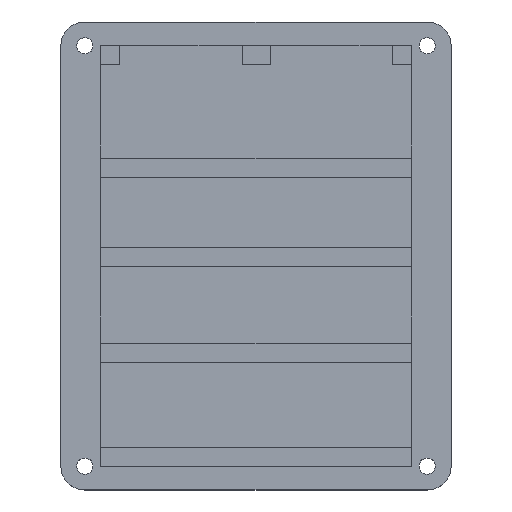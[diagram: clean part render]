
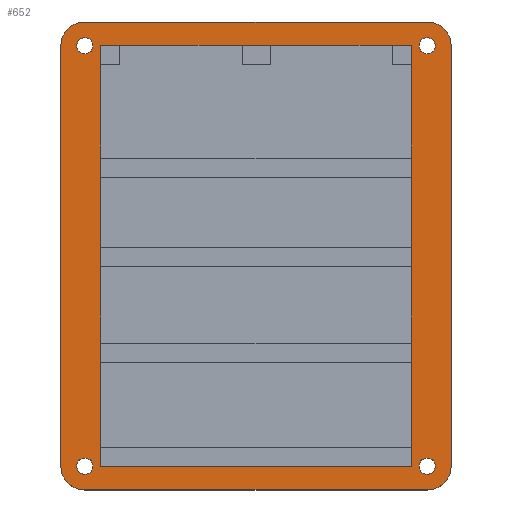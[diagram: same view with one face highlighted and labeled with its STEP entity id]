
A CAD part, top view. The second image highlights one B-rep face of the part: STEP entity #652.
In plain terms, the highlighted planar face has unit normal (0, 0, 1).
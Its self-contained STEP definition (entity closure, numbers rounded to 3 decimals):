
#32=CARTESIAN_POINT('',(-32.6,20.508,-12.5));
#33=VERTEX_POINT('',#32);
#50=CARTESIAN_POINT('',(-32.6,40.2,-12.5));
#51=VERTEX_POINT('',#50);
#58=CARTESIAN_POINT('',(-32.6,40.2,-12.5));
#59=DIRECTION('',(-0.,-1.,0.));
#60=VECTOR('',#59,19.692);
#61=LINE('',#58,#60);
#62=EDGE_CURVE('',#51,#33,#61,.T.);
#167=CARTESIAN_POINT('',(-32.6,-18.403,-12.5));
#168=VERTEX_POINT('',#167);
#185=CARTESIAN_POINT('',(-32.6,-2.251,-12.5));
#186=VERTEX_POINT('',#185);
#193=CARTESIAN_POINT('',(-32.6,-2.251,-12.5));
#194=DIRECTION('',(-0.,-1.,0.));
#195=VECTOR('',#194,16.151);
#196=LINE('',#193,#195);
#197=EDGE_CURVE('',#186,#168,#196,.T.);
#238=CARTESIAN_POINT('',(32.6,-40.3,-12.5));
#239=VERTEX_POINT('',#238);
#240=CARTESIAN_POINT('',(32.6,-22.403,-12.5));
#241=VERTEX_POINT('',#240);
#242=CARTESIAN_POINT('',(32.6,-40.3,-12.5));
#243=DIRECTION('',(0.,1.,0.));
#244=VECTOR('',#243,17.897);
#245=LINE('',#242,#244);
#246=EDGE_CURVE('',#239,#241,#245,.T.);
#309=CARTESIAN_POINT('',(32.6,1.749,-12.5));
#310=VERTEX_POINT('',#309);
#311=CARTESIAN_POINT('',(32.6,16.508,-12.5));
#312=VERTEX_POINT('',#311);
#313=CARTESIAN_POINT('',(32.6,1.749,-12.5));
#314=DIRECTION('',(0.,1.,0.));
#315=VECTOR('',#314,14.759);
#316=LINE('',#313,#315);
#317=EDGE_CURVE('',#310,#312,#316,.T.);
#375=CARTESIAN_POINT('',(0.,-0.05,-12.5));
#376=DIRECTION('',(0.,0.,-1.));
#377=DIRECTION('',(-1.,0.,0.));
#378=AXIS2_PLACEMENT_3D('',#375,#376,#377);
#379=PLANE('',#378);
#380=CARTESIAN_POINT('',(-37.651,44.1,-12.5));
#381=VERTEX_POINT('',#380);
#382=CARTESIAN_POINT('',(-35.951,44.1,-12.5));
#383=DIRECTION('',(0.,0.,-1.));
#384=DIRECTION('',(-1.,0.,0.));
#385=AXIS2_PLACEMENT_3D('',#382,#383,#384);
#386=CIRCLE('',#385,1.7);
#387=EDGE_CURVE('',#381,#381,#386,.T.);
#388=ORIENTED_EDGE('',*,*,#387,.T.);
#389=EDGE_LOOP('',(#388));
#390=FACE_BOUND('',#389,.T.);
#391=CARTESIAN_POINT('',(-37.651,-44.2,-12.5));
#392=VERTEX_POINT('',#391);
#393=CARTESIAN_POINT('',(-35.951,-44.2,-12.5));
#394=DIRECTION('',(0.,0.,-1.));
#395=DIRECTION('',(-1.,0.,0.));
#396=AXIS2_PLACEMENT_3D('',#393,#394,#395);
#397=CIRCLE('',#396,1.7);
#398=EDGE_CURVE('',#392,#392,#397,.T.);
#399=ORIENTED_EDGE('',*,*,#398,.T.);
#400=EDGE_LOOP('',(#399));
#401=FACE_BOUND('',#400,.T.);
#402=CARTESIAN_POINT('',(34.251,44.1,-12.5));
#403=VERTEX_POINT('',#402);
#404=CARTESIAN_POINT('',(35.951,44.1,-12.5));
#405=DIRECTION('',(0.,0.,-1.));
#406=DIRECTION('',(-1.,0.,0.));
#407=AXIS2_PLACEMENT_3D('',#404,#405,#406);
#408=CIRCLE('',#407,1.7);
#409=EDGE_CURVE('',#403,#403,#408,.T.);
#410=ORIENTED_EDGE('',*,*,#409,.T.);
#411=EDGE_LOOP('',(#410));
#412=FACE_BOUND('',#411,.T.);
#413=CARTESIAN_POINT('',(34.251,-44.2,-12.5));
#414=VERTEX_POINT('',#413);
#415=CARTESIAN_POINT('',(35.951,-44.2,-12.5));
#416=DIRECTION('',(0.,0.,-1.));
#417=DIRECTION('',(-1.,0.,0.));
#418=AXIS2_PLACEMENT_3D('',#415,#416,#417);
#419=CIRCLE('',#418,1.7);
#420=EDGE_CURVE('',#414,#414,#419,.T.);
#421=ORIENTED_EDGE('',*,*,#420,.T.);
#422=EDGE_LOOP('',(#421));
#423=FACE_BOUND('',#422,.T.);
#424=CARTESIAN_POINT('',(-41.003,44.1,-12.5));
#425=VERTEX_POINT('',#424);
#426=CARTESIAN_POINT('',(-41.003,-44.2,-12.5));
#427=VERTEX_POINT('',#426);
#428=CARTESIAN_POINT('',(-41.003,44.1,-12.5));
#429=DIRECTION('',(-0.,-1.,0.));
#430=VECTOR('',#429,88.3);
#431=LINE('',#428,#430);
#432=EDGE_CURVE('',#425,#427,#431,.T.);
#433=ORIENTED_EDGE('',*,*,#432,.T.);
#434=CARTESIAN_POINT('',(-36.003,-49.2,-12.5));
#435=VERTEX_POINT('',#434);
#436=CARTESIAN_POINT('',(-36.003,-44.2,-12.5));
#437=DIRECTION('',(-0.,-0.,1.));
#438=DIRECTION('',(-1.,0.,0.));
#439=AXIS2_PLACEMENT_3D('',#436,#437,#438);
#440=CIRCLE('',#439,5.);
#441=EDGE_CURVE('',#427,#435,#440,.T.);
#442=ORIENTED_EDGE('',*,*,#441,.T.);
#443=CARTESIAN_POINT('',(36.003,-49.2,-12.5));
#444=VERTEX_POINT('',#443);
#445=CARTESIAN_POINT('',(-36.003,-49.2,-12.5));
#446=DIRECTION('',(1.,-0.,0.));
#447=VECTOR('',#446,72.006);
#448=LINE('',#445,#447);
#449=EDGE_CURVE('',#435,#444,#448,.T.);
#450=ORIENTED_EDGE('',*,*,#449,.T.);
#451=CARTESIAN_POINT('',(41.003,-44.2,-12.5));
#452=VERTEX_POINT('',#451);
#453=CARTESIAN_POINT('',(36.003,-44.2,-12.5));
#454=DIRECTION('',(-0.,-0.,1.));
#455=DIRECTION('',(-1.,0.,0.));
#456=AXIS2_PLACEMENT_3D('',#453,#454,#455);
#457=CIRCLE('',#456,5.);
#458=EDGE_CURVE('',#444,#452,#457,.T.);
#459=ORIENTED_EDGE('',*,*,#458,.T.);
#460=CARTESIAN_POINT('',(41.003,44.1,-12.5));
#461=VERTEX_POINT('',#460);
#462=CARTESIAN_POINT('',(41.003,-44.2,-12.5));
#463=DIRECTION('',(0.,1.,0.));
#464=VECTOR('',#463,88.3);
#465=LINE('',#462,#464);
#466=EDGE_CURVE('',#452,#461,#465,.T.);
#467=ORIENTED_EDGE('',*,*,#466,.T.);
#468=CARTESIAN_POINT('',(36.003,49.1,-12.5));
#469=VERTEX_POINT('',#468);
#470=CARTESIAN_POINT('',(36.003,44.1,-12.5));
#471=DIRECTION('',(-0.,-0.,1.));
#472=DIRECTION('',(-1.,0.,0.));
#473=AXIS2_PLACEMENT_3D('',#470,#471,#472);
#474=CIRCLE('',#473,5.);
#475=EDGE_CURVE('',#461,#469,#474,.T.);
#476=ORIENTED_EDGE('',*,*,#475,.T.);
#477=CARTESIAN_POINT('',(-36.003,49.1,-12.5));
#478=VERTEX_POINT('',#477);
#479=CARTESIAN_POINT('',(36.003,49.1,-12.5));
#480=DIRECTION('',(-1.,0.,0.));
#481=VECTOR('',#480,72.006);
#482=LINE('',#479,#481);
#483=EDGE_CURVE('',#469,#478,#482,.T.);
#484=ORIENTED_EDGE('',*,*,#483,.T.);
#485=CARTESIAN_POINT('',(-36.003,44.1,-12.5));
#486=DIRECTION('',(-0.,-0.,1.));
#487=DIRECTION('',(-1.,0.,0.));
#488=AXIS2_PLACEMENT_3D('',#485,#486,#487);
#489=CIRCLE('',#488,5.);
#490=EDGE_CURVE('',#478,#425,#489,.T.);
#491=ORIENTED_EDGE('',*,*,#490,.T.);
#492=EDGE_LOOP('',(#433,#442,#450,#459,#467,#476,#484,#491));
#493=FACE_BOUND('',#492,.T.);
#494=CARTESIAN_POINT('',(-32.6,-44.3,-12.5));
#495=VERTEX_POINT('',#494);
#496=CARTESIAN_POINT('',(32.6,-44.3,-12.5));
#497=VERTEX_POINT('',#496);
#498=CARTESIAN_POINT('',(-32.6,-44.3,-12.5));
#499=DIRECTION('',(1.,-0.,0.));
#500=VECTOR('',#499,65.2);
#501=LINE('',#498,#500);
#502=EDGE_CURVE('',#495,#497,#501,.T.);
#503=ORIENTED_EDGE('',*,*,#502,.F.);
#504=CARTESIAN_POINT('',(-32.6,-40.3,-12.5));
#505=VERTEX_POINT('',#504);
#506=CARTESIAN_POINT('',(-32.6,-44.3,-12.5));
#507=DIRECTION('',(0.,1.,0.));
#508=VECTOR('',#507,4.);
#509=LINE('',#506,#508);
#510=EDGE_CURVE('',#495,#505,#509,.T.);
#511=ORIENTED_EDGE('',*,*,#510,.T.);
#512=CARTESIAN_POINT('',(-32.6,-22.403,-12.5));
#513=VERTEX_POINT('',#512);
#514=CARTESIAN_POINT('',(-32.6,-22.403,-12.5));
#515=DIRECTION('',(-0.,-1.,0.));
#516=VECTOR('',#515,17.897);
#517=LINE('',#514,#516);
#518=EDGE_CURVE('',#513,#505,#517,.T.);
#519=ORIENTED_EDGE('',*,*,#518,.F.);
#520=CARTESIAN_POINT('',(-32.6,-18.403,-12.5));
#521=DIRECTION('',(-0.,-1.,0.));
#522=VECTOR('',#521,4.);
#523=LINE('',#520,#522);
#524=EDGE_CURVE('',#168,#513,#523,.T.);
#525=ORIENTED_EDGE('',*,*,#524,.F.);
#526=ORIENTED_EDGE('',*,*,#197,.F.);
#527=CARTESIAN_POINT('',(-32.6,1.749,-12.5));
#528=VERTEX_POINT('',#527);
#529=CARTESIAN_POINT('',(-32.6,1.749,-12.5));
#530=DIRECTION('',(-0.,-1.,0.));
#531=VECTOR('',#530,4.);
#532=LINE('',#529,#531);
#533=EDGE_CURVE('',#528,#186,#532,.T.);
#534=ORIENTED_EDGE('',*,*,#533,.F.);
#535=CARTESIAN_POINT('',(-32.6,16.508,-12.5));
#536=VERTEX_POINT('',#535);
#537=CARTESIAN_POINT('',(-32.6,16.508,-12.5));
#538=DIRECTION('',(-0.,-1.,0.));
#539=VECTOR('',#538,14.759);
#540=LINE('',#537,#539);
#541=EDGE_CURVE('',#536,#528,#540,.T.);
#542=ORIENTED_EDGE('',*,*,#541,.F.);
#543=CARTESIAN_POINT('',(-32.6,20.508,-12.5));
#544=DIRECTION('',(-0.,-1.,0.));
#545=VECTOR('',#544,4.);
#546=LINE('',#543,#545);
#547=EDGE_CURVE('',#33,#536,#546,.T.);
#548=ORIENTED_EDGE('',*,*,#547,.F.);
#549=ORIENTED_EDGE('',*,*,#62,.F.);
#550=CARTESIAN_POINT('',(-32.6,44.2,-12.5));
#551=VERTEX_POINT('',#550);
#552=CARTESIAN_POINT('',(-32.6,44.2,-12.5));
#553=DIRECTION('',(-0.,-1.,0.));
#554=VECTOR('',#553,4.);
#555=LINE('',#552,#554);
#556=EDGE_CURVE('',#551,#51,#555,.T.);
#557=ORIENTED_EDGE('',*,*,#556,.F.);
#558=CARTESIAN_POINT('',(-28.6,44.2,-12.5));
#559=VERTEX_POINT('',#558);
#560=CARTESIAN_POINT('',(-28.6,44.2,-12.5));
#561=DIRECTION('',(-1.,0.,0.));
#562=VECTOR('',#561,4.);
#563=LINE('',#560,#562);
#564=EDGE_CURVE('',#559,#551,#563,.T.);
#565=ORIENTED_EDGE('',*,*,#564,.F.);
#566=CARTESIAN_POINT('',(-2.926,44.2,-12.5));
#567=VERTEX_POINT('',#566);
#568=CARTESIAN_POINT('',(-2.926,44.2,-12.5));
#569=DIRECTION('',(-1.,0.,0.));
#570=VECTOR('',#569,25.674);
#571=LINE('',#568,#570);
#572=EDGE_CURVE('',#567,#559,#571,.T.);
#573=ORIENTED_EDGE('',*,*,#572,.F.);
#574=CARTESIAN_POINT('',(3.074,44.2,-12.5));
#575=VERTEX_POINT('',#574);
#576=CARTESIAN_POINT('',(3.074,44.2,-12.5));
#577=DIRECTION('',(-1.,0.,0.));
#578=VECTOR('',#577,6.);
#579=LINE('',#576,#578);
#580=EDGE_CURVE('',#575,#567,#579,.T.);
#581=ORIENTED_EDGE('',*,*,#580,.F.);
#582=CARTESIAN_POINT('',(28.6,44.2,-12.5));
#583=VERTEX_POINT('',#582);
#584=CARTESIAN_POINT('',(28.6,44.2,-12.5));
#585=DIRECTION('',(-1.,0.,0.));
#586=VECTOR('',#585,25.526);
#587=LINE('',#584,#586);
#588=EDGE_CURVE('',#583,#575,#587,.T.);
#589=ORIENTED_EDGE('',*,*,#588,.F.);
#590=CARTESIAN_POINT('',(32.6,44.2,-12.5));
#591=VERTEX_POINT('',#590);
#592=CARTESIAN_POINT('',(32.6,44.2,-12.5));
#593=DIRECTION('',(-1.,0.,0.));
#594=VECTOR('',#593,4.);
#595=LINE('',#592,#594);
#596=EDGE_CURVE('',#591,#583,#595,.T.);
#597=ORIENTED_EDGE('',*,*,#596,.F.);
#598=CARTESIAN_POINT('',(32.6,40.2,-12.5));
#599=VERTEX_POINT('',#598);
#600=CARTESIAN_POINT('',(32.6,40.2,-12.5));
#601=DIRECTION('',(0.,1.,0.));
#602=VECTOR('',#601,4.);
#603=LINE('',#600,#602);
#604=EDGE_CURVE('',#599,#591,#603,.T.);
#605=ORIENTED_EDGE('',*,*,#604,.F.);
#606=CARTESIAN_POINT('',(32.6,20.508,-12.5));
#607=VERTEX_POINT('',#606);
#608=CARTESIAN_POINT('',(32.6,20.508,-12.5));
#609=DIRECTION('',(0.,1.,0.));
#610=VECTOR('',#609,19.692);
#611=LINE('',#608,#610);
#612=EDGE_CURVE('',#607,#599,#611,.T.);
#613=ORIENTED_EDGE('',*,*,#612,.F.);
#614=CARTESIAN_POINT('',(32.6,16.508,-12.5));
#615=DIRECTION('',(0.,1.,0.));
#616=VECTOR('',#615,4.);
#617=LINE('',#614,#616);
#618=EDGE_CURVE('',#312,#607,#617,.T.);
#619=ORIENTED_EDGE('',*,*,#618,.F.);
#620=ORIENTED_EDGE('',*,*,#317,.F.);
#621=CARTESIAN_POINT('',(32.6,-2.251,-12.5));
#622=VERTEX_POINT('',#621);
#623=CARTESIAN_POINT('',(32.6,-2.251,-12.5));
#624=DIRECTION('',(0.,1.,0.));
#625=VECTOR('',#624,4.);
#626=LINE('',#623,#625);
#627=EDGE_CURVE('',#622,#310,#626,.T.);
#628=ORIENTED_EDGE('',*,*,#627,.F.);
#629=CARTESIAN_POINT('',(32.6,-18.403,-12.5));
#630=VERTEX_POINT('',#629);
#631=CARTESIAN_POINT('',(32.6,-18.403,-12.5));
#632=DIRECTION('',(0.,1.,0.));
#633=VECTOR('',#632,16.151);
#634=LINE('',#631,#633);
#635=EDGE_CURVE('',#630,#622,#634,.T.);
#636=ORIENTED_EDGE('',*,*,#635,.F.);
#637=CARTESIAN_POINT('',(32.6,-22.403,-12.5));
#638=DIRECTION('',(0.,1.,0.));
#639=VECTOR('',#638,4.);
#640=LINE('',#637,#639);
#641=EDGE_CURVE('',#241,#630,#640,.T.);
#642=ORIENTED_EDGE('',*,*,#641,.F.);
#643=ORIENTED_EDGE('',*,*,#246,.F.);
#644=CARTESIAN_POINT('',(32.6,-44.3,-12.5));
#645=DIRECTION('',(0.,1.,0.));
#646=VECTOR('',#645,4.);
#647=LINE('',#644,#646);
#648=EDGE_CURVE('',#497,#239,#647,.T.);
#649=ORIENTED_EDGE('',*,*,#648,.F.);
#650=EDGE_LOOP('',(#503,#511,#519,#525,#526,#534,#542,#548,#549,#557,#565,#573,#581,#589,#597,#605,#613,#619,#620,#628,#636,#642,#643,#649));
#651=FACE_BOUND('',#650,.T.);
#652=ADVANCED_FACE('',(#390,#401,#412,#423,#493,#651),#379,.F.);
